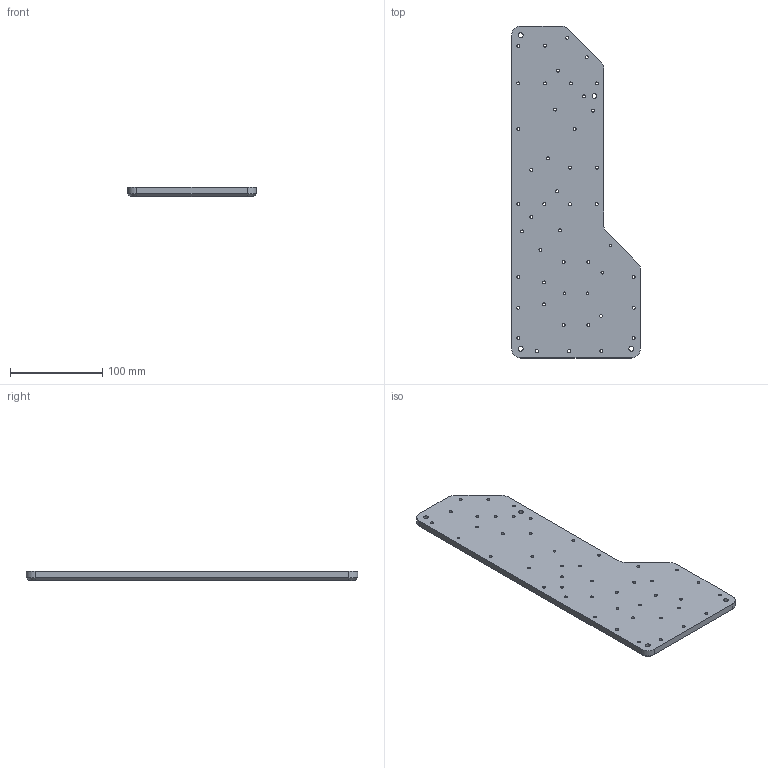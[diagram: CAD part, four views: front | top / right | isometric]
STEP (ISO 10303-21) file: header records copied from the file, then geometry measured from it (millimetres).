
FILE_DESCRIPTION (( 'STEP AP214' ), '1' );
FILE_NAME ('Bloc_10mm_PMMA.STEP', '2019-04-15T22:36:59', ( '' ), ( '' ), 'SwSTEP 2.0', 'SolidWorks 2017', '' );
FILE_SCHEMA (( 'AUTOMOTIVE_DESIGN' ));
Length unit declared in the file: millimetre
Products named in the file (1): Bloc_10mm_PMMA
Bounding box: 140 x 360 x 10 mm (x, y, z)
Volume: 386168.9 mm3; surface area: 93352.4 mm2
Topology: 1 solids, 1 shells, 288 faces, 691 edges, 456 vertices
Faces by surface type: cylinder 213, plane 68, cone 7
Entity records: 8834 total; most frequent: DIRECTION 1702, CARTESIAN_POINT 1436, ORIENTED_EDGE 1382, AXIS2_PLACEMENT_3D 722, EDGE_CURVE 691, VERTEX_POINT 456, EDGE_LOOP 441, CIRCLE 433
